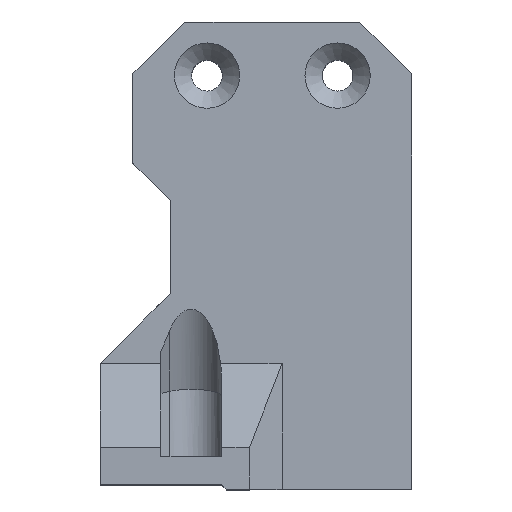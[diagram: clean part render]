
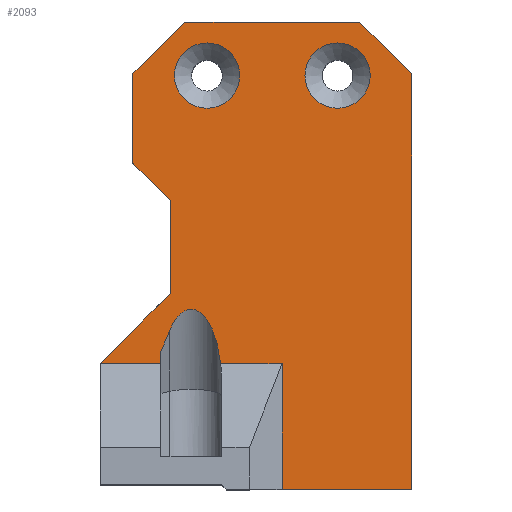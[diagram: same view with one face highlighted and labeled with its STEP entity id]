
A CAD part, top view. The second image highlights one B-rep face of the part: STEP entity #2093.
In plain terms, the highlighted planar face has unit normal (0, 0, 1).
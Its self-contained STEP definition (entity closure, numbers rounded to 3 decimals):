
#50=ELLIPSE('',#2249,7.69,3.25);
#102=LINE('',#3123,#320);
#130=LINE('',#3187,#348);
#149=LINE('',#3239,#367);
#150=LINE('',#3241,#368);
#151=LINE('',#3243,#369);
#152=LINE('',#3245,#370);
#153=LINE('',#3247,#371);
#154=LINE('',#3249,#372);
#155=LINE('',#3251,#373);
#156=LINE('',#3253,#374);
#157=LINE('',#3255,#375);
#158=LINE('',#3257,#376);
#159=LINE('',#3259,#377);
#160=LINE('',#3263,#378);
#320=VECTOR('',#2483,1000.);
#348=VECTOR('',#2523,1000.);
#367=VECTOR('',#2566,1000.);
#368=VECTOR('',#2567,1000.);
#369=VECTOR('',#2568,1000.);
#370=VECTOR('',#2569,1000.);
#371=VECTOR('',#2570,1000.);
#372=VECTOR('',#2571,1000.);
#373=VECTOR('',#2572,1000.);
#374=VECTOR('',#2573,1000.);
#375=VECTOR('',#2574,1000.);
#376=VECTOR('',#2575,1000.);
#377=VECTOR('',#2576,1000.);
#378=VECTOR('',#2579,1000.);
#617=ORIENTED_EDGE('',*,*,#1189,.F.);
#618=ORIENTED_EDGE('',*,*,#1131,.T.);
#619=ORIENTED_EDGE('',*,*,#1163,.F.);
#620=ORIENTED_EDGE('',*,*,#1190,.T.);
#621=ORIENTED_EDGE('',*,*,#1191,.F.);
#622=ORIENTED_EDGE('',*,*,#1192,.T.);
#623=ORIENTED_EDGE('',*,*,#1193,.T.);
#624=ORIENTED_EDGE('',*,*,#1194,.T.);
#625=ORIENTED_EDGE('',*,*,#1195,.T.);
#626=ORIENTED_EDGE('',*,*,#1196,.T.);
#627=ORIENTED_EDGE('',*,*,#1197,.F.);
#628=ORIENTED_EDGE('',*,*,#1198,.T.);
#629=ORIENTED_EDGE('',*,*,#1199,.F.);
#630=ORIENTED_EDGE('',*,*,#1200,.F.);
#631=ORIENTED_EDGE('',*,*,#1201,.F.);
#632=ORIENTED_EDGE('',*,*,#1202,.T.);
#633=ORIENTED_EDGE('',*,*,#1203,.T.);
#1131=EDGE_CURVE('',#1421,#1420,#102,.F.);
#1163=EDGE_CURVE('',#1450,#1420,#130,.T.);
#1189=EDGE_CURVE('',#1421,#1472,#149,.F.);
#1190=EDGE_CURVE('',#1450,#1473,#150,.T.);
#1191=EDGE_CURVE('',#1474,#1473,#151,.T.);
#1192=EDGE_CURVE('',#1474,#1475,#152,.T.);
#1193=EDGE_CURVE('',#1475,#1476,#153,.T.);
#1194=EDGE_CURVE('',#1476,#1477,#154,.T.);
#1195=EDGE_CURVE('',#1477,#1478,#155,.T.);
#1196=EDGE_CURVE('',#1478,#1479,#156,.T.);
#1197=EDGE_CURVE('',#1480,#1479,#157,.T.);
#1198=EDGE_CURVE('',#1480,#1481,#158,.T.);
#1199=EDGE_CURVE('',#1482,#1481,#159,.T.);
#1200=EDGE_CURVE('',#1483,#1482,#50,.T.);
#1201=EDGE_CURVE('',#1472,#1483,#160,.T.);
#1202=EDGE_CURVE('',#1484,#1484,#1594,.T.);
#1203=EDGE_CURVE('',#1485,#1485,#1595,.T.);
#1420=VERTEX_POINT('',#3122);
#1421=VERTEX_POINT('',#3124);
#1450=VERTEX_POINT('',#3186);
#1472=VERTEX_POINT('',#3240);
#1473=VERTEX_POINT('',#3242);
#1474=VERTEX_POINT('',#3244);
#1475=VERTEX_POINT('',#3246);
#1476=VERTEX_POINT('',#3248);
#1477=VERTEX_POINT('',#3250);
#1478=VERTEX_POINT('',#3252);
#1479=VERTEX_POINT('',#3254);
#1480=VERTEX_POINT('',#3256);
#1481=VERTEX_POINT('',#3258);
#1482=VERTEX_POINT('',#3260);
#1483=VERTEX_POINT('',#3262);
#1484=VERTEX_POINT('',#3265);
#1485=VERTEX_POINT('',#3267);
#1594=CIRCLE('',#2250,3.5);
#1595=CIRCLE('',#2251,3.5);
#1661=EDGE_LOOP('',(#617,#618,#619,#620,#621,#622,#623,#624,#625,#626,#627,
#628,#629,#630,#631));
#1662=EDGE_LOOP('',(#632));
#1663=EDGE_LOOP('',(#633));
#1845=FACE_BOUND('',#1661,.T.);
#1846=FACE_BOUND('',#1662,.T.);
#1847=FACE_BOUND('',#1663,.T.);
#2009=PLANE('',#2248);
#2093=ADVANCED_FACE('',(#1845,#1846,#1847),#2009,.T.);
#2248=AXIS2_PLACEMENT_3D('',#3238,#2564,#2565);
#2249=AXIS2_PLACEMENT_3D('',#3261,#2577,#2578);
#2250=AXIS2_PLACEMENT_3D('',#3264,#2580,#2581);
#2251=AXIS2_PLACEMENT_3D('',#3266,#2582,#2583);
#2483=DIRECTION('',(-1.,0.,0.));
#2523=DIRECTION('',(0.,-1.,0.));
#2564=DIRECTION('',(0.,0.,1.));
#2565=DIRECTION('',(0.,-1.,0.));
#2566=DIRECTION('',(0.,-1.,0.));
#2567=DIRECTION('',(-0.707,0.707,0.));
#2568=DIRECTION('',(1.,0.,0.));
#2569=DIRECTION('',(-0.707,-0.707,0.));
#2570=DIRECTION('',(0.,-1.,0.));
#2571=DIRECTION('',(0.707,-0.707,0.));
#2572=DIRECTION('',(0.,-1.,0.));
#2573=DIRECTION('',(-0.707,-0.707,0.));
#2574=DIRECTION('',(-1.,0.,0.));
#2575=DIRECTION('',(0.,1.,0.));
#2576=DIRECTION('',(-0.389,-0.921,0.));
#2577=DIRECTION('',(0.,0.,1.));
#2578=DIRECTION('',(0.,-1.,0.));
#2579=DIRECTION('',(-1.,0.,0.));
#2580=DIRECTION('',(0.,0.,-1.));
#2581=DIRECTION('',(1.,0.,0.));
#2582=DIRECTION('',(0.,0.,-1.));
#2583=DIRECTION('',(1.,0.,0.));
#3122=CARTESIAN_POINT('',(81.4,-166.99,-248.002));
#3123=CARTESIAN_POINT('',(58.45,-166.99,-248.002));
#3124=CARTESIAN_POINT('',(67.502,-166.99,-248.002));
#3186=CARTESIAN_POINT('',(81.4,-122.428,-248.002));
#3187=CARTESIAN_POINT('',(81.4,-154.997,-248.002));
#3238=CARTESIAN_POINT('',(53.39,-151.087,-248.002));
#3239=CARTESIAN_POINT('',(67.502,-164.49,-248.002));
#3240=CARTESIAN_POINT('',(67.502,-153.497,-248.002));
#3241=CARTESIAN_POINT('',(80.983,-122.011,-248.002));
#3242=CARTESIAN_POINT('',(75.832,-116.86,-248.002));
#3243=CARTESIAN_POINT('',(66.45,-116.86,-248.002));
#3244=CARTESIAN_POINT('',(57.068,-116.86,-248.002));
#3245=CARTESIAN_POINT('',(51.917,-122.011,-248.002));
#3246=CARTESIAN_POINT('',(51.5,-122.428,-248.002));
#3247=CARTESIAN_POINT('',(51.5,-151.087,-248.002));
#3248=CARTESIAN_POINT('',(51.5,-131.983,-248.002));
#3249=CARTESIAN_POINT('',(52.95,-133.433,-248.002));
#3250=CARTESIAN_POINT('',(55.5,-135.983,-248.002));
#3251=CARTESIAN_POINT('',(55.5,-140.99,-248.002));
#3252=CARTESIAN_POINT('',(55.5,-145.997,-248.002));
#3253=CARTESIAN_POINT('',(53.95,-147.547,-248.002));
#3254=CARTESIAN_POINT('',(48.,-153.497,-248.002));
#3255=CARTESIAN_POINT('',(176.7,-153.497,-248.002));
#3256=CARTESIAN_POINT('',(54.5,-153.497,-248.002));
#3257=CARTESIAN_POINT('',(54.5,-151.087,-248.002));
#3258=CARTESIAN_POINT('',(54.5,-152.19,-248.002));
#3259=CARTESIAN_POINT('',(54.727,-151.652,-248.002));
#3260=CARTESIAN_POINT('',(55.452,-149.937,-248.002));
#3261=CARTESIAN_POINT('',(57.75,-155.375,-248.002));
#3262=CARTESIAN_POINT('',(60.902,-153.497,-248.002));
#3263=CARTESIAN_POINT('',(176.7,-153.497,-248.002));
#3264=CARTESIAN_POINT('',(59.45,-122.61,-248.002));
#3265=CARTESIAN_POINT('',(62.95,-122.61,-248.002));
#3266=CARTESIAN_POINT('',(73.45,-122.61,-248.002));
#3267=CARTESIAN_POINT('',(76.95,-122.61,-248.002));
